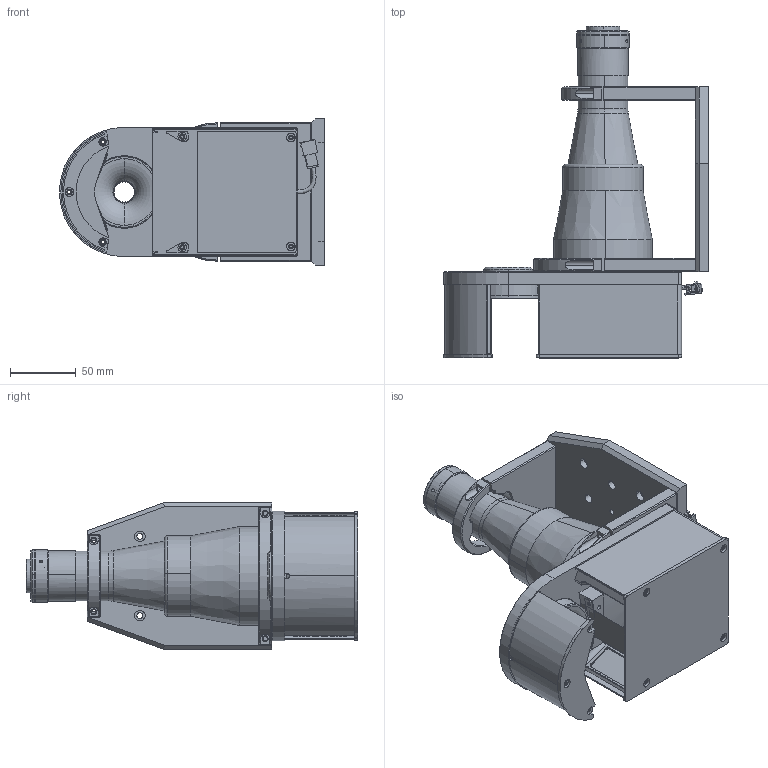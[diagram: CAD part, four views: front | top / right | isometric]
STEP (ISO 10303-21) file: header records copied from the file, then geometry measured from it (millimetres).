
FILE_DESCRIPTION (( 'STEP AP214' ), '1' );
FILE_NAME ('DP21661-A.STEP', '2016-11-08T11:21:29', ( '' ), ( '' ), 'SwSTEP 2.0', 'SolidWorks 2016', '' );
FILE_SCHEMA (( 'AUTOMOTIVE_DESIGN' ));
Length unit declared in the file: millimetre
Products named in the file (1): DP21661-A
Bounding box: 200.8 x 251.5 x 111 mm (x, y, z)
Surface area: 244943.1 mm2 (no closed solid volume)
Topology: 0 solids, 59 shells, 745 faces, 2508 edges, 1825 vertices
Faces by surface type: plane 332, cylinder 325, cone 74, torus 8, bspline 4, sphere 2
Entity records: 38122 total; most frequent: CARTESIAN_POINT 7855, DIRECTION 4781, ORIENTED_EDGE 3932, EDGE_CURVE 2508, VERTEX_POINT 1825, AXIS2_PLACEMENT_3D 1691, VECTOR 1399, LINE 1399
